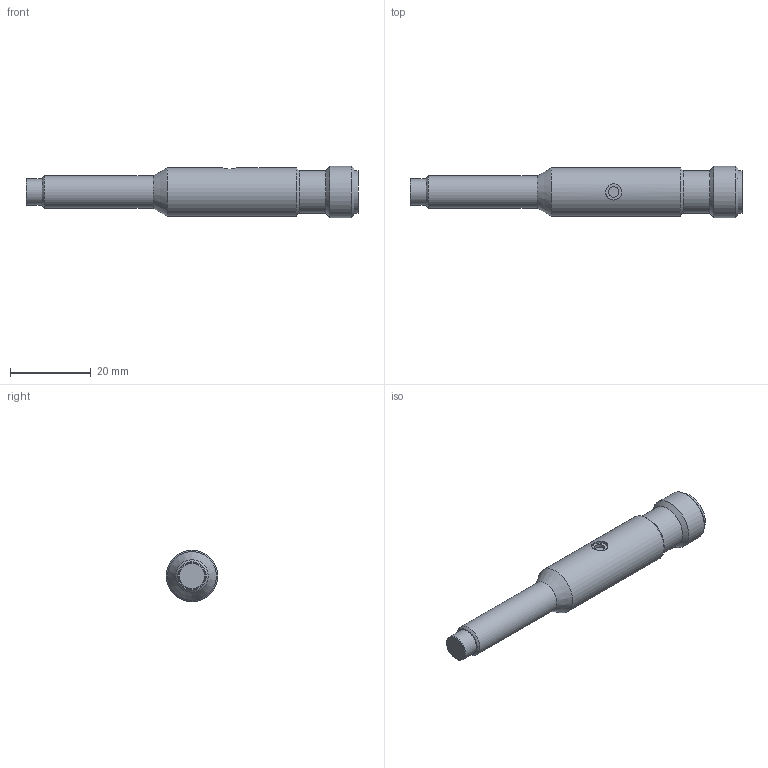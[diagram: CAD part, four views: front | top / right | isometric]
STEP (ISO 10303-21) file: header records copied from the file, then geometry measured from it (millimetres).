
FILE_DESCRIPTION(/* description */ (''),/* implementation_level */ '2;1');
FILE_NAME(/* name */ 'V3E1_4Q_fig',/* time_stamp */ '2017-06-26T10:38:36+02:00',/* author */ ('GDA'),/* organization */ ('MD Microdetectors'),/* preprocessor_version */ 'ST-DEVELOPER v16.7',/* originating_system */ 'DEX',/* authorisation */ $);
FILE_SCHEMA (('AUTOMOTIVE_DESIGN {1 0 10303 214 3 1 1}'));
Length unit declared in the file: millimetre
Products named in the file (1): V3E1_4Q_fig
Bounding box: 82 x 12.7 x 12.7 mm (x, y, z)
Volume: 6667.2 mm3; surface area: 3324.5 mm2
Topology: 1 solids, 3 shells, 45 faces, 94 edges, 61 vertices
Faces by surface type: plane 19, cylinder 16, cone 9, torus 1
Full cylindrical faces by diameter (mm): 0.98 x3, 2.6 x1, 4 x1, 6.5 x1, 8 x1, 9.4 x1, 9.5 x1, 9.55 x1, 10.5 x1, 10.6 x1, 12 x1, 12.7 x1
Entity records: 1345 total; most frequent: DIRECTION 188, CARTESIAN_POINT 166, ORIENTED_EDGE 118, AXIS2_PLACEMENT_3D 84, EDGE_LOOP 80, FACE_BOUND 80, EDGE_CURVE 59, VERTEX_POINT 51
